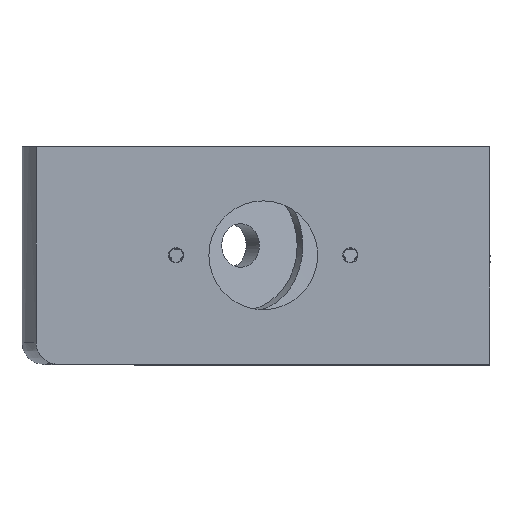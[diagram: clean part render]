
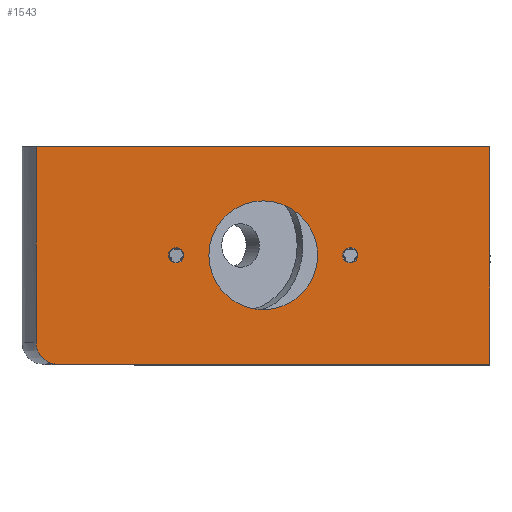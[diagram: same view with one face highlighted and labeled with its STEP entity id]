
A CAD part, top view. The second image highlights one B-rep face of the part: STEP entity #1543.
In plain terms, the highlighted planar face has unit normal (0, 0, 1).
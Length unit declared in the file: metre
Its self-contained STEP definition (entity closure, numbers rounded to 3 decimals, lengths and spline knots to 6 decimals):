
#92=B_SPLINE_CURVE_WITH_KNOTS('',3,(#2416,#2417,#2418,#2419,#2420),
 .UNSPECIFIED.,.F.,.F.,(4,1,4),(0.,0.003959,0.007917),
 .UNSPECIFIED.);
#147=LINE('',#2413,#215);
#148=LINE('',#2422,#216);
#149=LINE('',#2424,#217);
#150=LINE('',#2426,#218);
#215=VECTOR('',#1921,1.);
#216=VECTOR('',#1922,1.);
#217=VECTOR('',#1923,1.);
#218=VECTOR('',#1924,1.);
#303=ORIENTED_EDGE('',*,*,#761,.F.);
#304=ORIENTED_EDGE('',*,*,#762,.T.);
#305=ORIENTED_EDGE('',*,*,#763,.T.);
#306=ORIENTED_EDGE('',*,*,#764,.T.);
#307=ORIENTED_EDGE('',*,*,#765,.T.);
#308=ORIENTED_EDGE('',*,*,#766,.T.);
#309=ORIENTED_EDGE('',*,*,#767,.F.);
#310=ORIENTED_EDGE('',*,*,#768,.F.);
#761=EDGE_CURVE('',#990,#990,#1138,.T.);
#762=EDGE_CURVE('',#991,#991,#1139,.F.);
#763=EDGE_CURVE('',#992,#992,#1140,.F.);
#764=EDGE_CURVE('',#993,#994,#147,.T.);
#765=EDGE_CURVE('',#994,#995,#92,.T.);
#766=EDGE_CURVE('',#995,#996,#148,.T.);
#767=EDGE_CURVE('',#997,#996,#149,.T.);
#768=EDGE_CURVE('',#993,#997,#150,.T.);
#990=VERTEX_POINT('',#2408);
#991=VERTEX_POINT('',#2410);
#992=VERTEX_POINT('',#2412);
#993=VERTEX_POINT('',#2414);
#994=VERTEX_POINT('',#2415);
#995=VERTEX_POINT('',#2421);
#996=VERTEX_POINT('',#2423);
#997=VERTEX_POINT('',#2425);
#1138=CIRCLE('',#1674,0.0125);
#1139=CIRCLE('',#1675,0.00175);
#1140=CIRCLE('',#1676,0.00175);
#1237=EDGE_LOOP('',(#303));
#1238=EDGE_LOOP('',(#304));
#1239=EDGE_LOOP('',(#305));
#1240=EDGE_LOOP('',(#306,#307,#308,#309,#310));
#1383=FACE_BOUND('',#1237,.T.);
#1384=FACE_BOUND('',#1238,.T.);
#1385=FACE_BOUND('',#1239,.T.);
#1386=FACE_BOUND('',#1240,.T.);
#1525=PLANE('',#1673);
#1543=ADVANCED_FACE('',(#1383,#1384,#1385,#1386),#1525,.T.);
#1673=AXIS2_PLACEMENT_3D('',#2406,#1913,#1914);
#1674=AXIS2_PLACEMENT_3D('',#2407,#1915,#1916);
#1675=AXIS2_PLACEMENT_3D('',#2409,#1917,#1918);
#1676=AXIS2_PLACEMENT_3D('',#2411,#1919,#1920);
#1913=DIRECTION('',(0.,0.,1.));
#1914=DIRECTION('',(1.,0.,0.));
#1915=DIRECTION('',(0.,0.,1.));
#1916=DIRECTION('',(1.,0.,0.));
#1917=DIRECTION('',(0.,0.,1.));
#1918=DIRECTION('',(1.,0.,0.));
#1919=DIRECTION('',(0.,0.,1.));
#1920=DIRECTION('',(1.,0.,0.));
#1921=DIRECTION('',(0.,-1.,0.));
#1922=DIRECTION('',(1.,0.,0.));
#1923=DIRECTION('',(0.,-1.,0.));
#1924=DIRECTION('',(1.,0.,0.));
#2406=CARTESIAN_POINT('',(-0.0498,0.014081,-0.005));
#2407=CARTESIAN_POINT('',(-0.161868,0.014106,-0.005));
#2408=CARTESIAN_POINT('',(-0.149368,0.014106,-0.005));
#2409=CARTESIAN_POINT('',(-0.141868,0.014106,-0.005));
#2410=CARTESIAN_POINT('',(-0.140118,0.014106,-0.005));
#2411=CARTESIAN_POINT('',(-0.181868,0.014106,-0.005));
#2412=CARTESIAN_POINT('',(-0.180118,0.014106,-0.005));
#2413=CARTESIAN_POINT('',(-0.214043,0.039081,-0.005));
#2414=CARTESIAN_POINT('',(-0.214043,0.039081,-0.005));
#2415=CARTESIAN_POINT('',(-0.214043,-0.005919,-0.005));
#2416=CARTESIAN_POINT('',(-0.214043,-0.005919,-0.005));
#2417=CARTESIAN_POINT('',(-0.214043,-0.007258,-0.005));
#2418=CARTESIAN_POINT('',(-0.212889,-0.009867,-0.005));
#2419=CARTESIAN_POINT('',(-0.210246,-0.010919,-0.005));
#2420=CARTESIAN_POINT('',(-0.208908,-0.010919,-0.005));
#2421=CARTESIAN_POINT('',(-0.208908,-0.010919,-0.005));
#2422=CARTESIAN_POINT('',(-0.0498,-0.010919,-0.005));
#2423=CARTESIAN_POINT('',(-0.1098,-0.010919,-0.005));
#2424=CARTESIAN_POINT('',(-0.1098,0.039081,-0.005));
#2425=CARTESIAN_POINT('',(-0.1098,0.039081,-0.005));
#2426=CARTESIAN_POINT('',(-0.0498,0.039081,-0.005));
